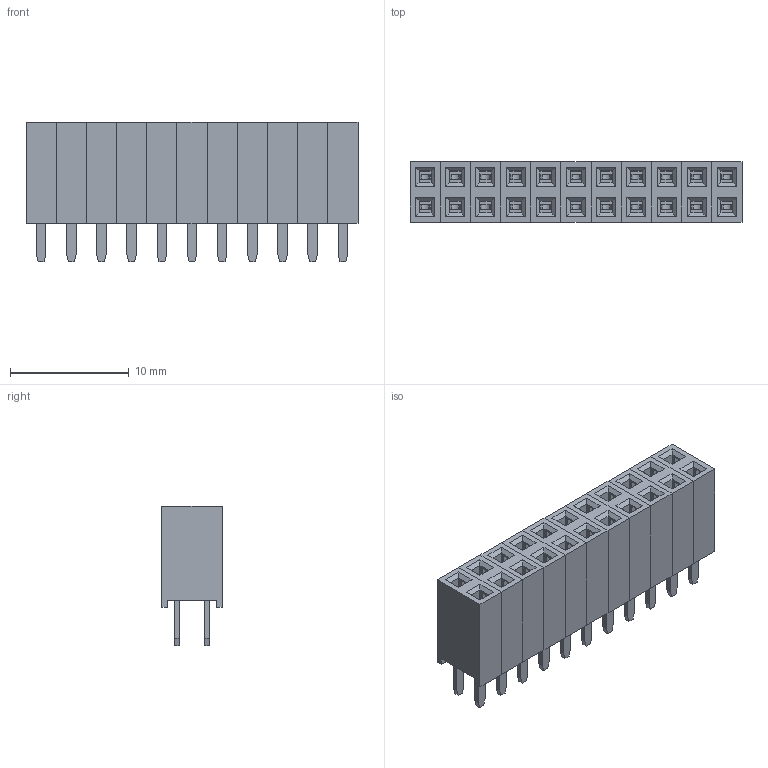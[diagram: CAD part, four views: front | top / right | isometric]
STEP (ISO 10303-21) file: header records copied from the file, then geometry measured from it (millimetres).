
FILE_DESCRIPTION (( 'STEP AP214' ), '1' );
FILE_NAME ('User Library-HeaderRangLuocKepThang2.54mm.STEP', '2017-12-01T09:19:52', ( '' ), ( '' ), 'SwSTEP 2.0', 'SolidWorks 2017', '' );
FILE_SCHEMA (( 'AUTOMOTIVE_DESIGN' ));
Length unit declared in the file: millimetre
Products named in the file (1): User Library-HeaderRangLuocKepThang2.54mm
Bounding box: 27.94 x 5.08 x 11.7 mm (x, y, z)
Volume: 990.2 mm3; surface area: 3291 mm2
Topology: 11 solids, 11 shells, 946 faces, 2684 edges, 1760 vertices
Faces by surface type: plane 924, cylinder 22
Entity records: 40674 total; most frequent: CARTESIAN_POINT 5391, ORIENTED_EDGE 5368, DIRECTION 4622, EDGE_CURVE 2684, LINE 2640, VECTOR 2640, VERTEX_POINT 1760, EDGE_LOOP 1034
